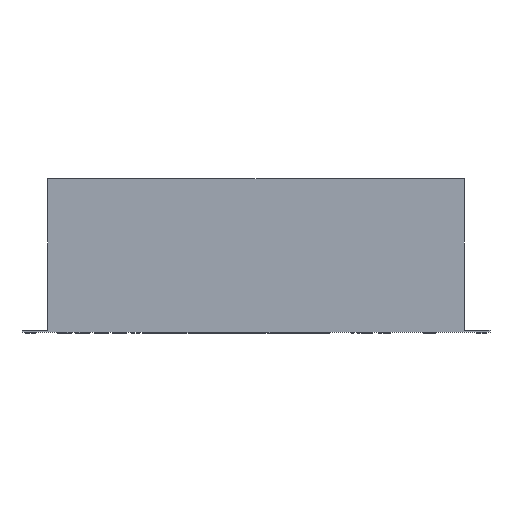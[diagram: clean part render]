
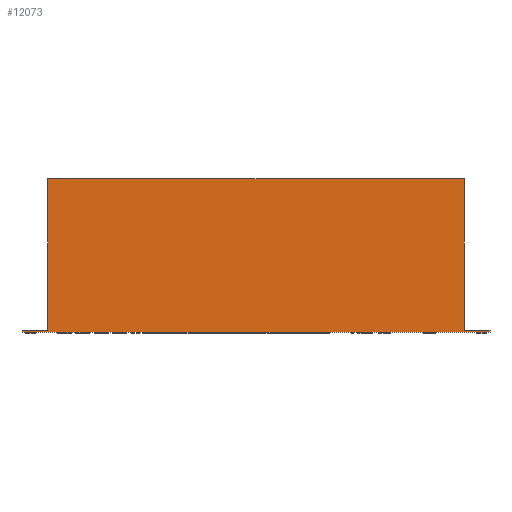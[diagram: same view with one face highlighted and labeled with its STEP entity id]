
A CAD part, front view. The second image highlights one B-rep face of the part: STEP entity #12073.
In plain terms, the highlighted planar face has unit normal (0, -1, 0).
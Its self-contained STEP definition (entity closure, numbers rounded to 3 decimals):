
#116 = CARTESIAN_POINT ( 'NONE',  ( 0., 0., 158.2 ) ) ;
#246 = CARTESIAN_POINT ( 'NONE',  ( 430., 0., 158.2 ) ) ;
#808 = LINE ( 'NONE', #5552, #13874 ) ;
#1346 = EDGE_CURVE ( 'NONE', #6794, #15140, #14864, .T. ) ;
#1566 = VERTEX_POINT ( 'NONE', #6026 ) ;
#2343 = ORIENTED_EDGE ( 'NONE', *, *, #4941, .T. ) ;
#2425 = DIRECTION ( 'NONE',  ( 0., 0., 1. ) ) ;
#2489 = VECTOR ( 'NONE', #2425, 1000. ) ;
#2745 = CARTESIAN_POINT ( 'NONE',  ( 0., 0., -0.1 ) ) ;
#2758 = VECTOR ( 'NONE', #10654, 1000. ) ;
#2836 = DIRECTION ( 'NONE',  ( -1., 0., 0. ) ) ;
#3480 = ORIENTED_EDGE ( 'NONE', *, *, #1346, .T. ) ;
#3735 = VECTOR ( 'NONE', #7233, 1000. ) ;
#3781 = EDGE_CURVE ( 'NONE', #6794, #6904, #10005, .T. ) ;
#4228 = CARTESIAN_POINT ( 'NONE',  ( 0., 0., 1.9 ) ) ;
#4258 = ORIENTED_EDGE ( 'NONE', *, *, #3781, .F. ) ;
#4287 = CARTESIAN_POINT ( 'NONE',  ( 0., 0., -0.1 ) ) ;
#4340 = ORIENTED_EDGE ( 'NONE', *, *, #15300, .F. ) ;
#4366 = DIRECTION ( 'NONE',  ( 1., 0., 0. ) ) ;
#4925 = VECTOR ( 'NONE', #4366, 1000. ) ;
#4941 = EDGE_CURVE ( 'NONE', #12992, #1566, #6528, .T. ) ;
#5552 = CARTESIAN_POINT ( 'NONE',  ( 456.3, 0., 1.9 ) ) ;
#6026 = CARTESIAN_POINT ( 'NONE',  ( 456.3, 0., -0.1 ) ) ;
#6158 = LINE ( 'NONE', #9396, #3735 ) ;
#6190 = ORIENTED_EDGE ( 'NONE', *, *, #8514, .F. ) ;
#6277 = VERTEX_POINT ( 'NONE', #12657 ) ;
#6308 = EDGE_CURVE ( 'NONE', #6277, #7468, #12344, .T. ) ;
#6528 = LINE ( 'NONE', #4287, #15269 ) ;
#6596 = CARTESIAN_POINT ( 'NONE',  ( 0., 0., -0.1 ) ) ;
#6794 = VERTEX_POINT ( 'NONE', #7027 ) ;
#6904 = VERTEX_POINT ( 'NONE', #116 ) ;
#7027 = CARTESIAN_POINT ( 'NONE',  ( 0., 0., 1.9 ) ) ;
#7094 = AXIS2_PLACEMENT_3D ( 'NONE', #6596, #7838, #9077 ) ;
#7129 = CARTESIAN_POINT ( 'NONE',  ( -26.3, 0., -0.1 ) ) ;
#7203 = ORIENTED_EDGE ( 'NONE', *, *, #7829, .T. ) ;
#7233 = DIRECTION ( 'NONE',  ( 0., 0., -1. ) ) ;
#7468 = VERTEX_POINT ( 'NONE', #7716 ) ;
#7695 = DIRECTION ( 'NONE',  ( 0., 0., 1. ) ) ;
#7716 = CARTESIAN_POINT ( 'NONE',  ( 456.3, 0., 1.9 ) ) ;
#7754 = VECTOR ( 'NONE', #2836, 1000. ) ;
#7803 = VECTOR ( 'NONE', #7695, 1000. ) ;
#7829 = EDGE_CURVE ( 'NONE', #6277, #9002, #8321, .T. ) ;
#7838 = DIRECTION ( 'NONE',  ( 0., -1., 0. ) ) ;
#8321 = LINE ( 'NONE', #13064, #2489 ) ;
#8514 = EDGE_CURVE ( 'NONE', #6904, #9002, #11904, .T. ) ;
#8968 = EDGE_CURVE ( 'NONE', #15140, #12992, #6158, .T. ) ;
#9002 = VERTEX_POINT ( 'NONE', #246 ) ;
#9077 = DIRECTION ( 'NONE',  ( 0., 0., -1. ) ) ;
#9396 = CARTESIAN_POINT ( 'NONE',  ( -26.3, 0., 1.9 ) ) ;
#10005 = LINE ( 'NONE', #2745, #7803 ) ;
#10264 = DIRECTION ( 'NONE',  ( 0., 0., -1. ) ) ;
#10654 = DIRECTION ( 'NONE',  ( 1., 0., 0. ) ) ;
#10869 = ORIENTED_EDGE ( 'NONE', *, *, #6308, .F. ) ;
#11904 = LINE ( 'NONE', #11978, #2758 ) ;
#11978 = CARTESIAN_POINT ( 'NONE',  ( 0., 0., 158.2 ) ) ;
#12073 = ADVANCED_FACE ( 'NONE', ( #12650 ), #14987, .T. ) ;
#12344 = LINE ( 'NONE', #14992, #4925 ) ;
#12650 = FACE_OUTER_BOUND ( 'NONE', #13245, .T. ) ;
#12657 = CARTESIAN_POINT ( 'NONE',  ( 430., 0., 1.9 ) ) ;
#12992 = VERTEX_POINT ( 'NONE', #7129 ) ;
#13064 = CARTESIAN_POINT ( 'NONE',  ( 430., 0., -0.1 ) ) ;
#13245 = EDGE_LOOP ( 'NONE', ( #2343, #4340, #10869, #7203, #6190, #4258, #3480, #14705 ) ) ;
#13682 = DIRECTION ( 'NONE',  ( 1., 0., 0. ) ) ;
#13874 = VECTOR ( 'NONE', #10264, 1000. ) ;
#14646 = CARTESIAN_POINT ( 'NONE',  ( -26.3, 0., 1.9 ) ) ;
#14705 = ORIENTED_EDGE ( 'NONE', *, *, #8968, .T. ) ;
#14864 = LINE ( 'NONE', #4228, #7754 ) ;
#14987 = PLANE ( 'NONE',  #7094 ) ;
#14992 = CARTESIAN_POINT ( 'NONE',  ( 430., 0., 1.9 ) ) ;
#15140 = VERTEX_POINT ( 'NONE', #14646 ) ;
#15269 = VECTOR ( 'NONE', #13682, 1000. ) ;
#15300 = EDGE_CURVE ( 'NONE', #7468, #1566, #808, .T. ) ;
